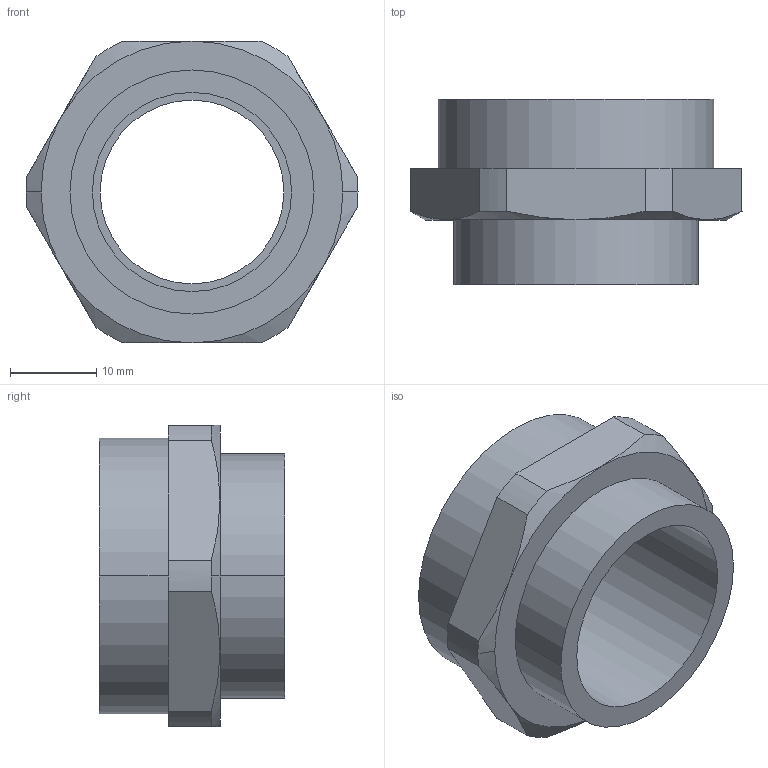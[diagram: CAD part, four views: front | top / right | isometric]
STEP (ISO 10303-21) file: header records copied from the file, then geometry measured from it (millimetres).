
FILE_DESCRIPTION(('Creo Elements/Direct Modeling STEP Export'),'2;1');
FILE_NAME('model.stp','2020-11-02T 9:07:02',(''),(''),'Creo Elements/Direct Modeling STEP processor for AP214 (Solid Model)','Creo Elements/Direct Modeling 20.1A 29-Sep-2018 (C) Parametric Technology GmbH','');
FILE_SCHEMA(('AUTOMOTIVE_DESIGN { 1 0 10303 214 1 1 1 1 }'));
Length unit declared in the file: millimetre
Products named in the file (2): VC-M-KV-PG21-M32_ST
Assembly tree (1 placements, depth 2):
  VC-M-KV-PG21-M32_ST
    VC-M-KV-PG21-M32_ST
Bounding box: 38.5 x 21.5 x 35 mm (x, y, z)
Volume: 8568.3 mm3; surface area: 5072.5 mm2
Topology: 1 solids, 1 shells, 33 faces, 78 edges, 50 vertices
Faces by surface type: cylinder 14, plane 11, cone 8
Entity records: 1535 total; most frequent: CARTESIAN_POINT 563, ORIENTED_EDGE 156, DIRECTION 110, EDGE_CURVE 78, VERTEX_POINT 50, AXIS2_PLACEMENT_3D 41, EDGE_LOOP 38, COLOUR_RGB 34
